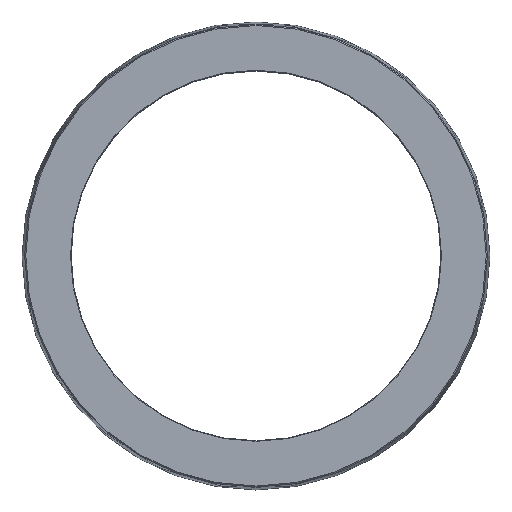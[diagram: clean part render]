
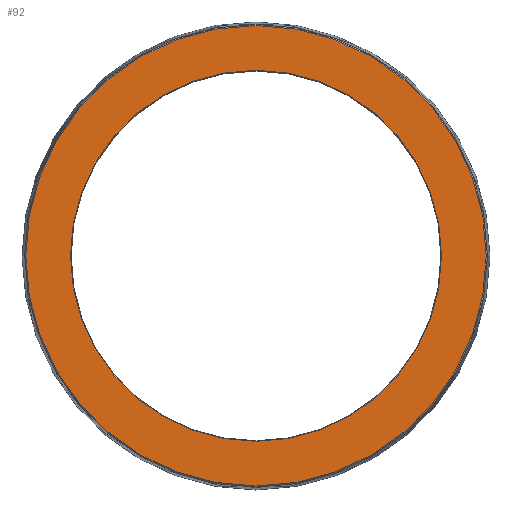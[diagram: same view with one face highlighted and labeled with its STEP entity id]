
A CAD part, top view. The second image highlights one B-rep face of the part: STEP entity #92.
In plain terms, the highlighted planar face has unit normal (0, 0, 1).
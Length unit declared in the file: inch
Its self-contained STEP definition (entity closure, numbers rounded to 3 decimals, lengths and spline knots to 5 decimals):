
#27 = DIRECTION ( 'NONE',  ( 0., 0., -1. ) ) ;
#33 = ORIENTED_EDGE ( 'NONE', *, *, #397, .T. ) ;
#38 = VERTEX_POINT ( 'NONE', #237 ) ;
#57 = CARTESIAN_POINT ( 'NONE',  ( -4.2625, 0., 3.875 ) ) ;
#68 = CIRCLE ( 'NONE', #75, 4.2625 ) ;
#75 = AXIS2_PLACEMENT_3D ( 'NONE', #485, #27, #323 ) ;
#84 = VERTEX_POINT ( 'NONE', #432 ) ;
#86 = AXIS2_PLACEMENT_3D ( 'NONE', #455, #186, #369 ) ;
#92 = ADVANCED_FACE ( 'NONE', ( #390, #348 ), #310, .T. ) ;
#99 = DIRECTION ( 'NONE',  ( 0., 0., -1. ) ) ;
#102 = CIRCLE ( 'NONE', #382, 5.2901 ) ;
#120 = ORIENTED_EDGE ( 'NONE', *, *, #216, .T. ) ;
#125 = CARTESIAN_POINT ( 'NONE',  ( 0., 0., 3.875 ) ) ;
#146 = CARTESIAN_POINT ( 'NONE',  ( -5.2901, 0., 3.875 ) ) ;
#169 = AXIS2_PLACEMENT_3D ( 'NONE', #287, #99, #414 ) ;
#182 = EDGE_LOOP ( 'NONE', ( #460, #120 ) ) ;
#186 = DIRECTION ( 'NONE',  ( 0., 0., 1. ) ) ;
#187 = VERTEX_POINT ( 'NONE', #57 ) ;
#214 = DIRECTION ( 'NONE',  ( 0., 0., 1. ) ) ;
#216 = EDGE_CURVE ( 'NONE', #187, #38, #68, .T. ) ;
#237 = CARTESIAN_POINT ( 'NONE',  ( 4.2625, 0., 3.875 ) ) ;
#256 = EDGE_CURVE ( 'NONE', #38, #187, #403, .T. ) ;
#287 = CARTESIAN_POINT ( 'NONE',  ( 0., 0., 3.875 ) ) ;
#289 = EDGE_LOOP ( 'NONE', ( #33, #381 ) ) ;
#310 = PLANE ( 'NONE',  #347 ) ;
#323 = DIRECTION ( 'NONE',  ( 1., 0., 0. ) ) ;
#331 = VERTEX_POINT ( 'NONE', #146 ) ;
#334 = CARTESIAN_POINT ( 'NONE',  ( 0., 0., 3.875 ) ) ;
#336 = DIRECTION ( 'NONE',  ( 0., 0., 1. ) ) ;
#338 = CIRCLE ( 'NONE', #86, 5.2901 ) ;
#347 = AXIS2_PLACEMENT_3D ( 'NONE', #125, #214, #407 ) ;
#348 = FACE_OUTER_BOUND ( 'NONE', #289, .T. ) ;
#369 = DIRECTION ( 'NONE',  ( 1., 0., 0. ) ) ;
#381 = ORIENTED_EDGE ( 'NONE', *, *, #419, .T. ) ;
#382 = AXIS2_PLACEMENT_3D ( 'NONE', #334, #336, #501 ) ;
#390 = FACE_BOUND ( 'NONE', #182, .T. ) ;
#397 = EDGE_CURVE ( 'NONE', #331, #84, #338, .T. ) ;
#403 = CIRCLE ( 'NONE', #169, 4.2625 ) ;
#407 = DIRECTION ( 'NONE',  ( 1., 0., 0. ) ) ;
#414 = DIRECTION ( 'NONE',  ( 1., 0., 0. ) ) ;
#419 = EDGE_CURVE ( 'NONE', #84, #331, #102, .T. ) ;
#432 = CARTESIAN_POINT ( 'NONE',  ( 5.2901, 0., 3.875 ) ) ;
#455 = CARTESIAN_POINT ( 'NONE',  ( 0., 0., 3.875 ) ) ;
#460 = ORIENTED_EDGE ( 'NONE', *, *, #256, .T. ) ;
#485 = CARTESIAN_POINT ( 'NONE',  ( 0., 0., 3.875 ) ) ;
#501 = DIRECTION ( 'NONE',  ( 1., 0., 0. ) ) ;
